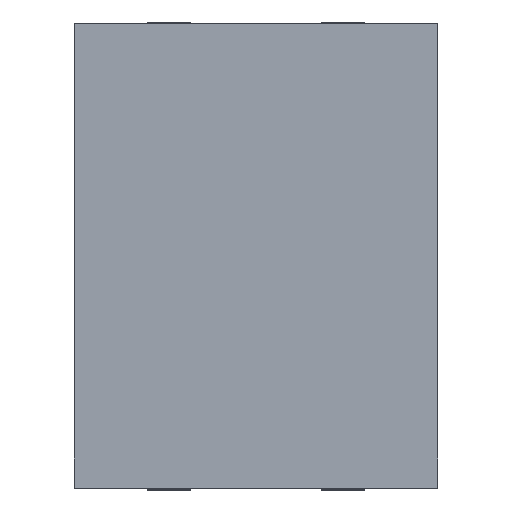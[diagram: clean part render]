
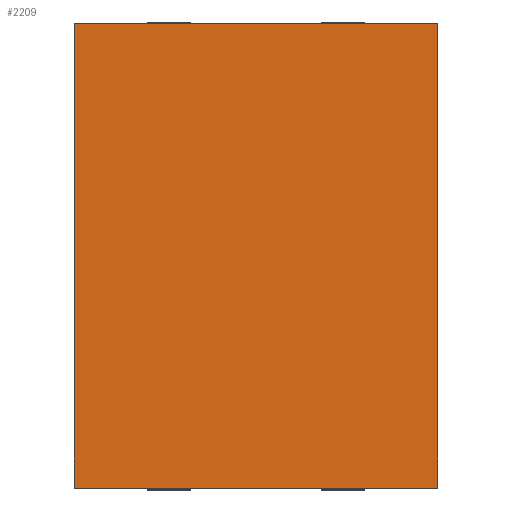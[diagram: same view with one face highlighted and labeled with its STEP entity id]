
A CAD part, top view. The second image highlights one B-rep face of the part: STEP entity #2209.
In plain terms, the highlighted face is planar.
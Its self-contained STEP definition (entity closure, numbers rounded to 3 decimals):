
#401 = DIRECTION ( 'NONE',  ( -1., 0., 0. ) ) ;
#406 = AXIS2_PLACEMENT_3D ( 'NONE', #4155, #462, #783 ) ;
#462 = DIRECTION ( 'NONE',  ( 0., 0., -1. ) ) ;
#783 = DIRECTION ( 'NONE',  ( -1., 0., 0. ) ) ;
#797 = VECTOR ( 'NONE', #4611, 1000. ) ;
#1129 = LINE ( 'NONE', #1154, #4737 ) ;
#1154 = CARTESIAN_POINT ( 'NONE',  ( -3.2, 0., -1.9 ) ) ;
#1160 = PLANE ( 'NONE',  #406 ) ;
#1209 = FACE_OUTER_BOUND ( 'NONE', #4305, .T. ) ;
#1362 = CARTESIAN_POINT ( 'NONE',  ( 0., 0., -1.9 ) ) ;
#1374 = EDGE_CURVE ( 'NONE', #2680, #4250, #1704, .T. ) ;
#1641 = ORIENTED_EDGE ( 'NONE', *, *, #3925, .T. ) ;
#1672 = VECTOR ( 'NONE', #401, 1000. ) ;
#1704 = LINE ( 'NONE', #1362, #797 ) ;
#1849 = ORIENTED_EDGE ( 'NONE', *, *, #1374, .T. ) ;
#2209 = ADVANCED_FACE ( 'NONE', ( #1209 ), #1160, .T. ) ;
#2359 = VERTEX_POINT ( 'NONE', #2477 ) ;
#2425 = DIRECTION ( 'NONE',  ( 1., 0., 0. ) ) ;
#2477 = CARTESIAN_POINT ( 'NONE',  ( -3.2, -0.919, -1.9 ) ) ;
#2573 = CARTESIAN_POINT ( 'NONE',  ( 0., 1.581, -1.9 ) ) ;
#2680 = VERTEX_POINT ( 'NONE', #2573 ) ;
#2896 = EDGE_CURVE ( 'NONE', #2359, #3151, #1129, .T. ) ;
#2944 = ORIENTED_EDGE ( 'NONE', *, *, #3202, .T. ) ;
#3011 = LINE ( 'NONE', #3085, #1672 ) ;
#3085 = CARTESIAN_POINT ( 'NONE',  ( 0., -0.919, -1.9 ) ) ;
#3086 = VECTOR ( 'NONE', #2425, 1000. ) ;
#3151 = VERTEX_POINT ( 'NONE', #4519 ) ;
#3165 = LINE ( 'NONE', #3869, #3086 ) ;
#3202 = EDGE_CURVE ( 'NONE', #3151, #2680, #3165, .T. ) ;
#3869 = CARTESIAN_POINT ( 'NONE',  ( 0., 1.581, -1.9 ) ) ;
#3925 = EDGE_CURVE ( 'NONE', #4250, #2359, #3011, .T. ) ;
#3946 = CARTESIAN_POINT ( 'NONE',  ( 0., -0.919, -1.9 ) ) ;
#4007 = ORIENTED_EDGE ( 'NONE', *, *, #2896, .T. ) ;
#4155 = CARTESIAN_POINT ( 'NONE',  ( 0., 0., -1.9 ) ) ;
#4250 = VERTEX_POINT ( 'NONE', #3946 ) ;
#4305 = EDGE_LOOP ( 'NONE', ( #4007, #2944, #1849, #1641 ) ) ;
#4519 = CARTESIAN_POINT ( 'NONE',  ( -3.2, 1.581, -1.9 ) ) ;
#4590 = DIRECTION ( 'NONE',  ( 0., 1., 0. ) ) ;
#4611 = DIRECTION ( 'NONE',  ( 0., -1., 0. ) ) ;
#4737 = VECTOR ( 'NONE', #4590, 1000. ) ;
